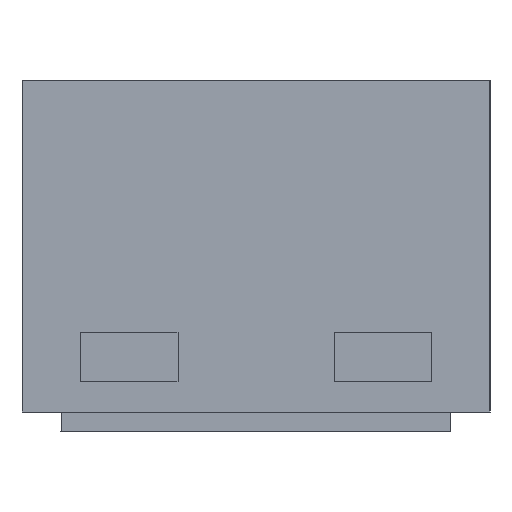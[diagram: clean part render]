
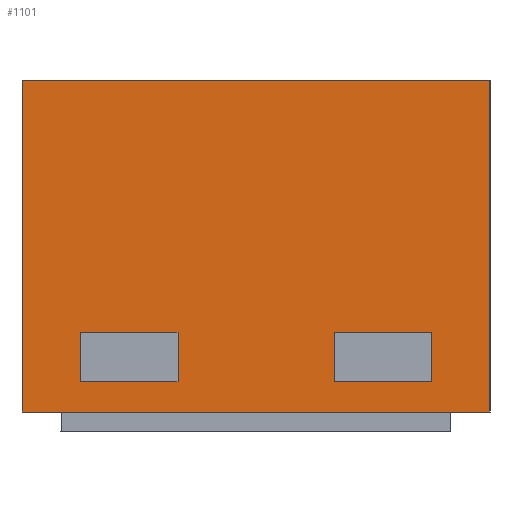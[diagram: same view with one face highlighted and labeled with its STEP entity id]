
A CAD part, left-side view. The second image highlights one B-rep face of the part: STEP entity #1101.
In plain terms, the highlighted planar face has unit normal (-1, 0, 0).
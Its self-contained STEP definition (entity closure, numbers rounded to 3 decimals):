
#30=DIRECTION('',(0.,0.,1.));
#31=VECTOR('',#30,0.6);
#32=CARTESIAN_POINT('',(-0.5,0.,-0.3));
#33=LINE('',#32,#31);
#115=DIRECTION('',(0.,1.,0.));
#116=VECTOR('',#115,0.425);
#117=CARTESIAN_POINT('',(-0.5,0.,-0.3));
#118=LINE('',#117,#116);
#122=DIRECTION('',(0.,0.,1.));
#123=VECTOR('',#122,0.125);
#124=CARTESIAN_POINT('',(-0.5,0.102,-0.225));
#125=LINE('',#124,#123);
#129=DIRECTION('',(0.,1.,0.));
#130=VECTOR('',#129,0.064);
#131=CARTESIAN_POINT('',(-0.5,0.039,-0.225));
#132=LINE('',#131,#130);
#136=DIRECTION('',(0.,0.,-1.));
#137=VECTOR('',#136,0.125);
#138=CARTESIAN_POINT('',(-0.5,0.039,-0.1));
#139=LINE('',#138,#137);
#143=DIRECTION('',(0.,1.,0.));
#144=VECTOR('',#143,0.064);
#145=CARTESIAN_POINT('',(-0.5,0.039,-0.1));
#146=LINE('',#145,#144);
#150=DIRECTION('',(0.,0.,1.));
#151=VECTOR('',#150,0.125);
#152=CARTESIAN_POINT('',(-0.5,0.102,0.1));
#153=LINE('',#152,#151);
#157=DIRECTION('',(0.,1.,0.));
#158=VECTOR('',#157,0.064);
#159=CARTESIAN_POINT('',(-0.5,0.039,0.1));
#160=LINE('',#159,#158);
#164=DIRECTION('',(0.,0.,-1.));
#165=VECTOR('',#164,0.125);
#166=CARTESIAN_POINT('',(-0.5,0.039,0.225));
#167=LINE('',#166,#165);
#171=DIRECTION('',(0.,1.,0.));
#172=VECTOR('',#171,0.064);
#173=CARTESIAN_POINT('',(-0.5,0.039,0.225));
#174=LINE('',#173,#172);
#304=DIRECTION('',(0.,1.,0.));
#305=VECTOR('',#304,0.425);
#306=CARTESIAN_POINT('',(-0.5,0.,0.3));
#307=LINE('',#306,#305);
#367=DIRECTION('',(0.,0.,1.));
#368=VECTOR('',#367,0.6);
#369=CARTESIAN_POINT('',(-0.5,0.425,-0.3));
#370=LINE('',#369,#368);
#871=CARTESIAN_POINT('',(-0.5,0.,-0.3));
#872=CARTESIAN_POINT('',(-0.5,0.,0.3));
#873=VERTEX_POINT('',#871);
#874=VERTEX_POINT('',#872);
#879=CARTESIAN_POINT('',(-0.5,0.425,-0.3));
#880=CARTESIAN_POINT('',(-0.5,0.425,0.3));
#881=VERTEX_POINT('',#879);
#882=VERTEX_POINT('',#880);
#895=CARTESIAN_POINT('',(-0.5,0.102,-0.225));
#896=CARTESIAN_POINT('',(-0.5,0.102,-0.1));
#897=VERTEX_POINT('',#895);
#898=VERTEX_POINT('',#896);
#977=CARTESIAN_POINT('',(-0.5,0.102,0.1));
#978=CARTESIAN_POINT('',(-0.5,0.102,0.225));
#979=VERTEX_POINT('',#977);
#980=VERTEX_POINT('',#978);
#981=CARTESIAN_POINT('',(-0.5,0.039,0.225));
#982=CARTESIAN_POINT('',(-0.5,0.039,0.1));
#983=VERTEX_POINT('',#981);
#984=VERTEX_POINT('',#982);
#985=CARTESIAN_POINT('',(-0.5,0.039,-0.1));
#986=CARTESIAN_POINT('',(-0.5,0.039,-0.225));
#987=VERTEX_POINT('',#985);
#988=VERTEX_POINT('',#986);
#1067=CARTESIAN_POINT('',(-0.5,0.,-0.3));
#1068=DIRECTION('',(-1.,0.,0.));
#1069=DIRECTION('',(0.,0.,1.));
#1070=AXIS2_PLACEMENT_3D('',#1067,#1068,#1069);
#1071=PLANE('',#1070);
#1072=ORIENTED_EDGE('',*,*,#1036,.F.);
#1074=ORIENTED_EDGE('',*,*,#1073,.T.);
#1076=ORIENTED_EDGE('',*,*,#1075,.T.);
#1078=ORIENTED_EDGE('',*,*,#1077,.F.);
#1079=EDGE_LOOP('',(#1072,#1074,#1076,#1078));
#1080=FACE_OUTER_BOUND('',#1079,.F.);
#1082=ORIENTED_EDGE('',*,*,#1081,.F.);
#1084=ORIENTED_EDGE('',*,*,#1083,.F.);
#1086=ORIENTED_EDGE('',*,*,#1085,.F.);
#1088=ORIENTED_EDGE('',*,*,#1087,.T.);
#1089=EDGE_LOOP('',(#1082,#1084,#1086,#1088));
#1090=FACE_BOUND('',#1089,.F.);
#1092=ORIENTED_EDGE('',*,*,#1091,.F.);
#1094=ORIENTED_EDGE('',*,*,#1093,.F.);
#1096=ORIENTED_EDGE('',*,*,#1095,.F.);
#1098=ORIENTED_EDGE('',*,*,#1097,.T.);
#1099=EDGE_LOOP('',(#1092,#1094,#1096,#1098));
#1100=FACE_BOUND('',#1099,.F.);
#1036=EDGE_CURVE('',#873,#874,#33,.T.);
#1073=EDGE_CURVE('',#873,#881,#118,.T.);
#1075=EDGE_CURVE('',#881,#882,#370,.T.);
#1077=EDGE_CURVE('',#874,#882,#307,.T.);
#1081=EDGE_CURVE('',#897,#898,#125,.T.);
#1083=EDGE_CURVE('',#988,#897,#132,.T.);
#1085=EDGE_CURVE('',#987,#988,#139,.T.);
#1087=EDGE_CURVE('',#987,#898,#146,.T.);
#1091=EDGE_CURVE('',#979,#980,#153,.T.);
#1093=EDGE_CURVE('',#984,#979,#160,.T.);
#1095=EDGE_CURVE('',#983,#984,#167,.T.);
#1097=EDGE_CURVE('',#983,#980,#174,.T.);
#1101=ADVANCED_FACE('',(#1080,#1090,#1100),#1071,.T.);
